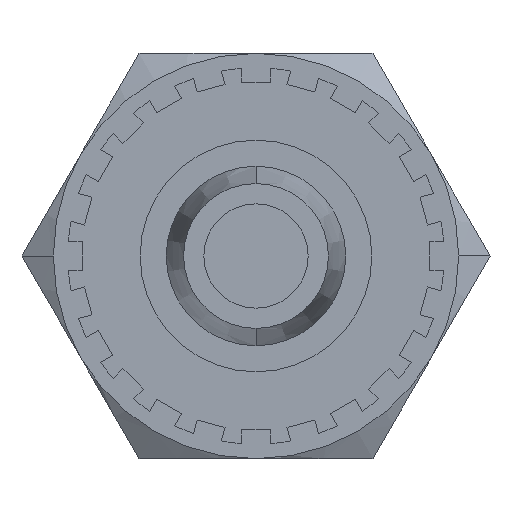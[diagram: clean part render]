
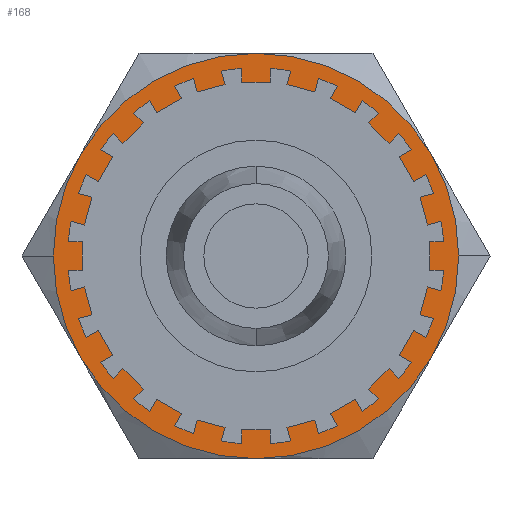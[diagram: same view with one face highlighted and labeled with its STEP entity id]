
A CAD part, left-side view. The second image highlights one B-rep face of the part: STEP entity #168.
In plain terms, the highlighted planar face has unit normal (-1, 0, 0).
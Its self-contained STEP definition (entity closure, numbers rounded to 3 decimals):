
#46=FACE_BOUND('',#466,.F.);
#58=PLANE('',#3009);
#168=ADVANCED_FACE('',(#46,#314),#58,.T.);
#314=FACE_OUTER_BOUND('',#467,.F.);
#466=EDGE_LOOP('',(#716,#717));
#467=EDGE_LOOP('',(#718,#719,#720,#721,#722,#723,#724,#725));
#716=ORIENTED_EDGE('',*,*,#2083,.T.);
#717=ORIENTED_EDGE('',*,*,#2082,.T.);
#718=ORIENTED_EDGE('',*,*,#2147,.F.);
#719=ORIENTED_EDGE('',*,*,#2140,.F.);
#720=ORIENTED_EDGE('',*,*,#2141,.F.);
#721=ORIENTED_EDGE('',*,*,#2142,.F.);
#722=ORIENTED_EDGE('',*,*,#2143,.F.);
#723=ORIENTED_EDGE('',*,*,#2144,.F.);
#724=ORIENTED_EDGE('',*,*,#2145,.F.);
#725=ORIENTED_EDGE('',*,*,#2146,.F.);
#2082=EDGE_CURVE('',#2825,#2824,#2482,.T.);
#2083=EDGE_CURVE('',#2824,#2825,#2483,.T.);
#2140=EDGE_CURVE('',#2800,#2783,#2510,.T.);
#2141=EDGE_CURVE('',#2782,#2800,#2511,.T.);
#2142=EDGE_CURVE('',#2781,#2782,#2512,.T.);
#2143=EDGE_CURVE('',#2780,#2781,#2513,.T.);
#2144=EDGE_CURVE('',#2802,#2780,#2514,.T.);
#2145=EDGE_CURVE('',#2779,#2802,#2515,.T.);
#2146=EDGE_CURVE('',#2778,#2779,#2516,.T.);
#2147=EDGE_CURVE('',#2783,#2778,#2517,.T.);
#2482=CIRCLE('',#2891,2.5);
#2483=CIRCLE('',#2892,2.5);
#2510=CIRCLE('',#2919,3.5);
#2511=CIRCLE('',#2920,3.5);
#2512=CIRCLE('',#2921,3.5);
#2513=CIRCLE('',#2922,3.5);
#2514=CIRCLE('',#2923,3.5);
#2515=CIRCLE('',#2924,3.5);
#2516=CIRCLE('',#2925,3.5);
#2517=CIRCLE('',#2926,3.5);
#2778=VERTEX_POINT('',#4137);
#2779=VERTEX_POINT('',#4138);
#2780=VERTEX_POINT('',#4139);
#2781=VERTEX_POINT('',#4140);
#2782=VERTEX_POINT('',#4141);
#2783=VERTEX_POINT('',#4142);
#2800=VERTEX_POINT('',#4159);
#2802=VERTEX_POINT('',#4161);
#2824=VERTEX_POINT('',#4183);
#2825=VERTEX_POINT('',#4184);
#2891=AXIS2_PLACEMENT_3D('',#4221,#3173,#3174);
#2892=AXIS2_PLACEMENT_3D('',#4222,#3175,#3176);
#2919=AXIS2_PLACEMENT_3D('',#4339,#3247,#3248);
#2920=AXIS2_PLACEMENT_3D('',#4340,#3249,#3250);
#2921=AXIS2_PLACEMENT_3D('',#4341,#3251,#3252);
#2922=AXIS2_PLACEMENT_3D('',#4342,#3253,#3254);
#2923=AXIS2_PLACEMENT_3D('',#4343,#3255,#3256);
#2924=AXIS2_PLACEMENT_3D('',#4344,#3257,#3258);
#2925=AXIS2_PLACEMENT_3D('',#4345,#3259,#3260);
#2926=AXIS2_PLACEMENT_3D('',#4346,#3261,#3262);
#3009=AXIS2_PLACEMENT_3D('',#4687,#3685,#3686);
#3173=DIRECTION('',(-1.,0.,0.));
#3174=DIRECTION('',(0.,-1.,0.));
#3175=DIRECTION('',(-1.,0.,0.));
#3176=DIRECTION('',(0.,1.,0.));
#3247=DIRECTION('',(-1.,0.,0.));
#3248=DIRECTION('',(0.,-1.,0.));
#3249=DIRECTION('',(-1.,0.,0.));
#3250=DIRECTION('',(0.,-0.866,-0.5));
#3251=DIRECTION('',(-1.,0.,0.));
#3252=DIRECTION('',(0.,0.,-1.));
#3253=DIRECTION('',(-1.,0.,0.));
#3254=DIRECTION('',(0.,0.866,-0.5));
#3255=DIRECTION('',(-1.,0.,0.));
#3256=DIRECTION('',(0.,1.,0.));
#3257=DIRECTION('',(-1.,0.,0.));
#3258=DIRECTION('',(0.,0.866,0.5));
#3259=DIRECTION('',(-1.,0.,0.));
#3260=DIRECTION('',(0.,0.,1.));
#3261=DIRECTION('',(-1.,0.,0.));
#3262=DIRECTION('',(0.,-0.866,0.5));
#3685=DIRECTION('',(-1.,0.,0.));
#3686=DIRECTION('',(0.,-1.,0.));
#4137=CARTESIAN_POINT('',(-3.5,0.,3.5));
#4138=CARTESIAN_POINT('',(-3.5,3.031,1.75));
#4139=CARTESIAN_POINT('',(-3.5,3.031,-1.75));
#4140=CARTESIAN_POINT('',(-3.5,0.,-3.5));
#4141=CARTESIAN_POINT('',(-3.5,-3.031,-1.75));
#4142=CARTESIAN_POINT('',(-3.5,-3.031,1.75));
#4159=CARTESIAN_POINT('',(-3.5,-3.5,0.));
#4161=CARTESIAN_POINT('',(-3.5,3.5,0.));
#4183=CARTESIAN_POINT('',(-3.5,2.5,0.));
#4184=CARTESIAN_POINT('',(-3.5,-2.5,0.));
#4221=CARTESIAN_POINT('',(-3.5,0.,0.));
#4222=CARTESIAN_POINT('',(-3.5,0.,0.));
#4339=CARTESIAN_POINT('',(-3.5,0.,0.));
#4340=CARTESIAN_POINT('',(-3.5,0.,0.));
#4341=CARTESIAN_POINT('',(-3.5,0.,0.));
#4342=CARTESIAN_POINT('',(-3.5,0.,0.));
#4343=CARTESIAN_POINT('',(-3.5,0.,0.));
#4344=CARTESIAN_POINT('',(-3.5,0.,0.));
#4345=CARTESIAN_POINT('',(-3.5,0.,0.));
#4346=CARTESIAN_POINT('',(-3.5,0.,0.));
#4687=CARTESIAN_POINT('',(-3.5,4.122,-3.581));
